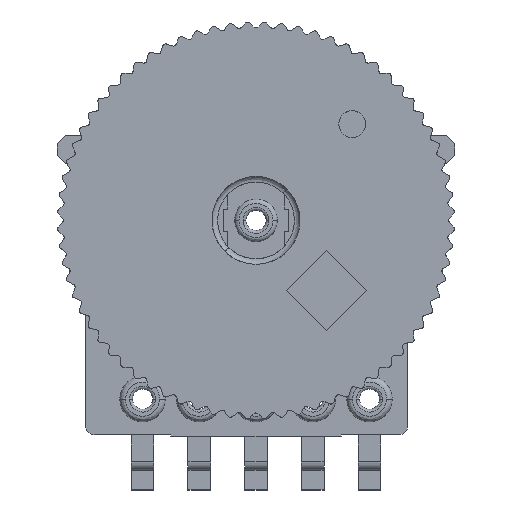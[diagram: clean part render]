
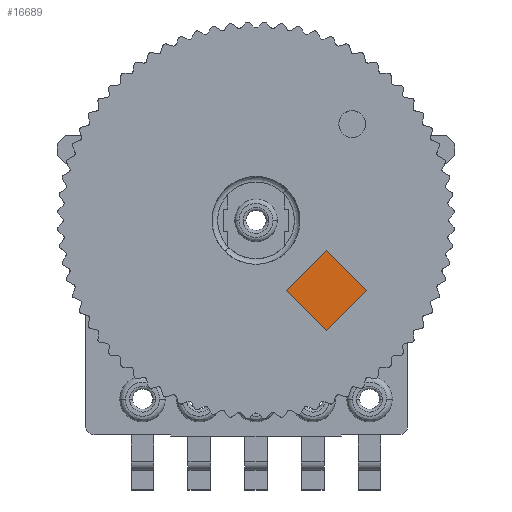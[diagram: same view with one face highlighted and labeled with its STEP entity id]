
A CAD part, top view. The second image highlights one B-rep face of the part: STEP entity #16689.
In plain terms, the highlighted planar face has unit normal (0, 0, 1).
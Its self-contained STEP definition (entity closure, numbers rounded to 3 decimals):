
#322 = EDGE_CURVE ( 'NONE', #21887, #15024, #25203, .T. ) ;
#1854 = CARTESIAN_POINT ( 'NONE',  ( 3.889, -2.475, 1.75 ) ) ;
#2102 = VECTOR ( 'NONE', #17692, 1000. ) ;
#2416 = EDGE_CURVE ( 'NONE', #15024, #20605, #7685, .T. ) ;
#4044 = DIRECTION ( 'NONE',  ( 1., 0., 0. ) ) ;
#4058 = CARTESIAN_POINT ( 'NONE',  ( 3.889, -2.475, 1.75 ) ) ;
#4556 = ORIENTED_EDGE ( 'NONE', *, *, #18064, .T. ) ;
#5278 = VECTOR ( 'NONE', #17549, 1000. ) ;
#5534 = CARTESIAN_POINT ( 'NONE',  ( 2.475, -1.061, 1.75 ) ) ;
#5803 = PLANE ( 'NONE',  #28404 ) ;
#5876 = CARTESIAN_POINT ( 'NONE',  ( 1.061, -2.475, 1.75 ) ) ;
#7685 = LINE ( 'NONE', #19928, #5278 ) ;
#8062 = FACE_OUTER_BOUND ( 'NONE', #24629, .T. ) ;
#8846 = CARTESIAN_POINT ( 'NONE',  ( 1.061, -2.475, 1.75 ) ) ;
#14813 = CARTESIAN_POINT ( 'NONE',  ( 2.475, -3.889, 1.75 ) ) ;
#15024 = VERTEX_POINT ( 'NONE', #14813 ) ;
#15954 = ORIENTED_EDGE ( 'NONE', *, *, #2416, .T. ) ;
#16689 = ADVANCED_FACE ( 'NONE', ( #8062 ), #5803, .T. ) ;
#17549 = DIRECTION ( 'NONE',  ( 0.707, 0.707, 0. ) ) ;
#17692 = DIRECTION ( 'NONE',  ( 0.707, -0.707, 0. ) ) ;
#18064 = EDGE_CURVE ( 'NONE', #20605, #23332, #23526, .T. ) ;
#19233 = DIRECTION ( 'NONE',  ( -0.707, -0.707, 0. ) ) ;
#19422 = EDGE_CURVE ( 'NONE', #23332, #21887, #31529, .T. ) ;
#19767 = ORIENTED_EDGE ( 'NONE', *, *, #19422, .T. ) ;
#19928 = CARTESIAN_POINT ( 'NONE',  ( 2.475, -3.889, 1.75 ) ) ;
#20605 = VERTEX_POINT ( 'NONE', #1854 ) ;
#21438 = DIRECTION ( 'NONE',  ( -0.707, 0.707, 0. ) ) ;
#21887 = VERTEX_POINT ( 'NONE', #23781 ) ;
#22926 = ORIENTED_EDGE ( 'NONE', *, *, #322, .T. ) ;
#23332 = VERTEX_POINT ( 'NONE', #5534 ) ;
#23526 = LINE ( 'NONE', #4058, #28908 ) ;
#23781 = CARTESIAN_POINT ( 'NONE',  ( 1.061, -2.475, 1.75 ) ) ;
#24629 = EDGE_LOOP ( 'NONE', ( #15954, #4556, #19767, #22926 ) ) ;
#25203 = LINE ( 'NONE', #5876, #2102 ) ;
#26416 = DIRECTION ( 'NONE',  ( 0., 0., 1. ) ) ;
#27535 = VECTOR ( 'NONE', #19233, 1000. ) ;
#28404 = AXIS2_PLACEMENT_3D ( 'NONE', #8846, #26416, #4044 ) ;
#28826 = CARTESIAN_POINT ( 'NONE',  ( 2.475, -1.061, 1.75 ) ) ;
#28908 = VECTOR ( 'NONE', #21438, 1000. ) ;
#31529 = LINE ( 'NONE', #28826, #27535 ) ;
